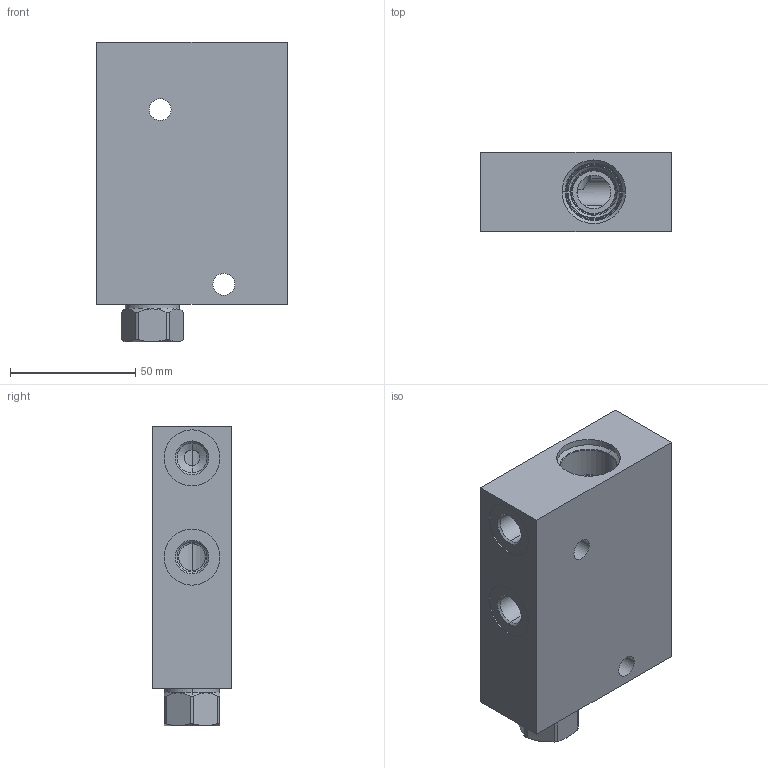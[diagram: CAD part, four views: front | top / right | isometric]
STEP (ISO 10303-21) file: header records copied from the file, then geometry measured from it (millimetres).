
FILE_DESCRIPTION((''),'2;1');
FILE_NAME('M4T_ASM','2022-05-17T',('ProEService'),(''),'PRO/ENGINEER BY PARAMETRIC TECHNOLOGY CORPORATION, 2014200','PRO/ENGINEER BY PARAMETRIC TECHNOLOGY CORPORATION, 2014200','');
FILE_SCHEMA(('CONFIG_CONTROL_DESIGN'));
Length unit declared in the file: inch
Products named in the file (3): 151-915-007; CXCDXCN; M4T_ASM
Assembly tree (2 placements, depth 2):
  M4T_ASM
    151-915-007
    CXCDXCN
Bounding box: 76.2 x 31.75 x 119.86 mm (x, y, z)
Volume: 214050.9 mm3; surface area: 45915.7 mm2
Topology: 4 solids, 4 shells, 283 faces, 907 edges, 734 vertices
Faces by surface type: cylinder 119, cone 70, plane 54, torus 28, revolution 8, sphere 4
Entity records: 11584 total; most frequent: CARTESIAN_POINT 3636, DIRECTION 1705, ORIENTED_EDGE 1338, EDGE_CURVE 669, AXIS2_PLACEMENT_3D 612, VECTOR 473, LINE 473, VERTEX_POINT 405
